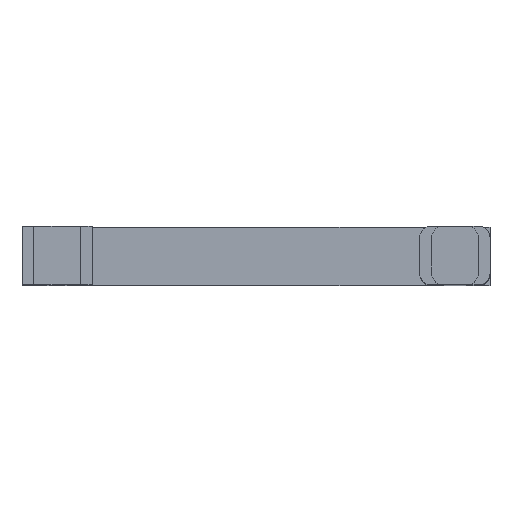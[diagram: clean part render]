
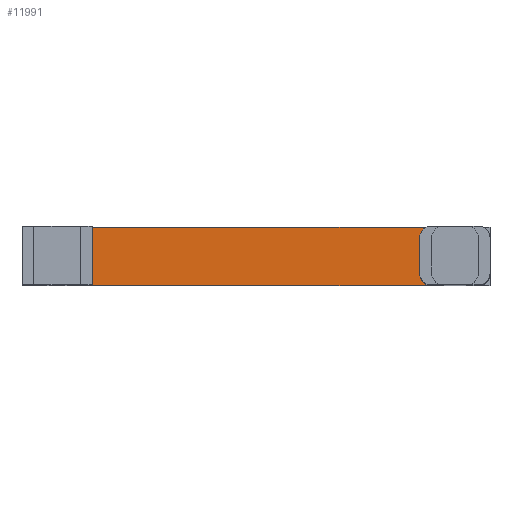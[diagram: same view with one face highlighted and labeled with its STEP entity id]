
A CAD part, top view. The second image highlights one B-rep face of the part: STEP entity #11991.
In plain terms, the highlighted planar face has unit normal (0, 0, 1).
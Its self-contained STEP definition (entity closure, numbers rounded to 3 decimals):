
#287=CIRCLE('',#12382,1.);
#289=CIRCLE('',#12386,1.);
#1307=FACE_OUTER_BOUND('',#1990,.T.);
#1990=EDGE_LOOP('',(#11096,#11097,#11098,#11099,#11100,#11101));
#2628=LINE('',#21425,#3573);
#2744=LINE('',#23068,#3689);
#2749=LINE('',#23192,#3694);
#2932=LINE('',#23657,#3877);
#3573=VECTOR('',#13490,10.);
#3689=VECTOR('',#14070,10.);
#3694=VECTOR('',#14103,10.);
#3877=VECTOR('',#14652,10.);
#5363=VERTEX_POINT('',#21410);
#5364=VERTEX_POINT('',#21424);
#5609=VERTEX_POINT('',#23061);
#5611=VERTEX_POINT('',#23066);
#5612=VERTEX_POINT('',#23071);
#5623=VERTEX_POINT('',#23188);
#6944=EDGE_CURVE('',#5364,#5363,#2628,.T.);
#7263=EDGE_CURVE('',#5609,#5363,#287,.T.);
#7265=EDGE_CURVE('',#5611,#5609,#2744,.T.);
#7268=EDGE_CURVE('',#5612,#5611,#289,.T.);
#7284=EDGE_CURVE('',#5364,#5623,#2749,.T.);
#7516=EDGE_CURVE('',#5612,#5623,#2932,.T.);
#11096=ORIENTED_EDGE('',*,*,#7265,.F.);
#11097=ORIENTED_EDGE('',*,*,#7268,.F.);
#11098=ORIENTED_EDGE('',*,*,#7516,.T.);
#11099=ORIENTED_EDGE('',*,*,#7284,.F.);
#11100=ORIENTED_EDGE('',*,*,#6944,.T.);
#11101=ORIENTED_EDGE('',*,*,#7263,.F.);
#11349=PLANE('',#12582);
#11991=ADVANCED_FACE('',(#1307),#11349,.T.);
#12382=AXIS2_PLACEMENT_3D('',#23063,#14064,#14065);
#12386=AXIS2_PLACEMENT_3D('',#23086,#14074,#14075);
#12582=AXIS2_PLACEMENT_3D('',#23665,#14657,#14658);
#13490=DIRECTION('',(1.,0.,0.));
#14064=DIRECTION('center_axis',(0.,0.,1.));
#14065=DIRECTION('ref_axis',(-0.707,-0.707,0.));
#14070=DIRECTION('',(0.,-1.,0.));
#14074=DIRECTION('center_axis',(0.,0.,1.));
#14075=DIRECTION('ref_axis',(-0.707,0.707,0.));
#14103=DIRECTION('',(0.,1.,0.));
#14652=DIRECTION('',(-1.,0.,0.));
#14657=DIRECTION('center_axis',(0.,0.,1.));
#14658=DIRECTION('ref_axis',(1.,0.,0.));
#21410=CARTESIAN_POINT('',(16.,-2.5,1.));
#21424=CARTESIAN_POINT('',(-15.,-2.5,1.));
#21425=CARTESIAN_POINT('',(-20.,-2.5,1.));
#23061=CARTESIAN_POINT('',(15.,-1.5,1.));
#23063=CARTESIAN_POINT('Origin',(16.,-1.5,1.));
#23066=CARTESIAN_POINT('',(15.,1.5,1.));
#23068=CARTESIAN_POINT('',(15.,-1.25,1.));
#23071=CARTESIAN_POINT('',(16.,2.5,1.));
#23086=CARTESIAN_POINT('Origin',(16.,1.5,1.));
#23188=CARTESIAN_POINT('',(-15.,2.5,1.));
#23192=CARTESIAN_POINT('',(-15.,-1.25,1.));
#23657=CARTESIAN_POINT('',(20.,2.5,1.));
#23665=CARTESIAN_POINT('Origin',(0.,0.,1.));
